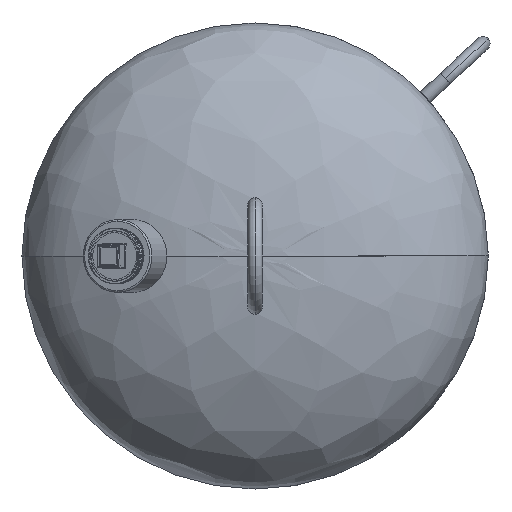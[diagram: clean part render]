
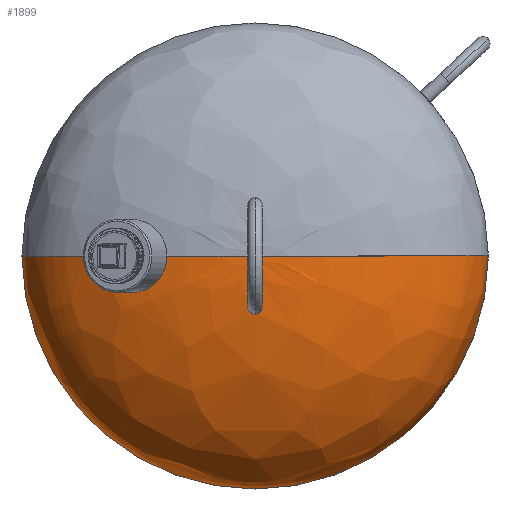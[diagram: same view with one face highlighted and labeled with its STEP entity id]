
A CAD part, left-side view. The second image highlights one B-rep face of the part: STEP entity #1899.
In plain terms, the highlighted free-form (B-spline) face has degree [3, 3] with [4, 4] control points.
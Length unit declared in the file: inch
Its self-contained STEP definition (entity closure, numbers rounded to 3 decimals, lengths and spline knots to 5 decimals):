
#460 = CARTESIAN_POINT ( 'NONE',  ( 0., 0., 0. ) ) ;
#611 = CARTESIAN_POINT ( 'NONE',  ( 4.08286, 8., 0. ) ) ;
#754 = EDGE_CURVE ( 'NONE', #15669, #6009, #13568, .T. ) ;
#817 = CARTESIAN_POINT ( 'NONE',  ( 4.08286, 8., -16. ) ) ;
#922 = CARTESIAN_POINT ( 'NONE',  ( 0., 0., 0. ) ) ;
#923 = CARTESIAN_POINT ( 'NONE',  ( 0., 0., 0. ) ) ;
#1899 = ADVANCED_FACE ( 'NONE', ( #16359 ), #7824, .T. ) ;
#2284 = CARTESIAN_POINT ( 'NONE',  ( 4.08286, 0., 0. ) ) ;
#3793 = CARTESIAN_POINT ( 'NONE',  ( 0., -4.68629, 0. ) ) ;
#3888 = CARTESIAN_POINT ( 'NONE',  ( 0., 0., 0. ) ) ;
#3921 = ORIENTED_EDGE ( 'NONE', *, *, #10369, .F. ) ;
#4154 = CARTESIAN_POINT ( 'NONE',  ( 0., 4.68629, 0. ) ) ;
#4256 = AXIS2_PLACEMENT_3D ( 'NONE', #2284, #8586, #5624 ) ;
#4616 =( BOUNDED_CURVE ( )  B_SPLINE_CURVE ( 3, ( #18178, #17861, #4154, #18275 ),
 .UNSPECIFIED., .F., .T. ) 
 B_SPLINE_CURVE_WITH_KNOTS ( ( 4, 4 ),
 ( 3.14159, 4.71239 ),
 .UNSPECIFIED. ) 
 CURVE ( )  GEOMETRIC_REPRESENTATION_ITEM ( )  RATIONAL_B_SPLINE_CURVE ( ( 1., 0.805, 0.805, 1. ) ) 
 REPRESENTATION_ITEM ( '' )  );
#5205 = CARTESIAN_POINT ( 'NONE',  ( 0., -4.68629, 0. ) ) ;
#5299 = EDGE_LOOP ( 'NONE', ( #11836, #11062, #3921 ) ) ;
#5399 = CARTESIAN_POINT ( 'NONE',  ( 0., -4.68629, -9.37258 ) ) ;
#5624 = DIRECTION ( 'NONE',  ( 0., 1., 0. ) ) ;
#5864 = CIRCLE ( 'NONE', #4256, 8. ) ;
#6009 = VERTEX_POINT ( 'NONE', #460 ) ;
#7126 = CARTESIAN_POINT ( 'NONE',  ( 4.08286, -8., -16. ) ) ;
#7824 =( BOUNDED_SURFACE ( )  B_SPLINE_SURFACE ( 3, 3, ( 
 ( #18005, #7126, #817, #611 ),
 ( #17894, #19442, #8763, #13287 ),
 ( #3793, #5399, #10295, #12979 ),
 ( #9992, #922, #16254, #3888 ) ),
 .UNSPECIFIED., .F., .F., .T. ) 
 B_SPLINE_SURFACE_WITH_KNOTS ( ( 4, 4 ),
 ( 4, 4 ),
 ( 0., 1. ),
 ( 0., 1. ),
 .UNSPECIFIED. ) 
 GEOMETRIC_REPRESENTATION_ITEM ( )  RATIONAL_B_SPLINE_SURFACE ( (
 ( 1., 0.333, 0.333, 1.),
 ( 0.805, 0.268, 0.268, 0.805),
 ( 0.805, 0.268, 0.268, 0.805),
 ( 1., 0.333, 0.333, 1.) ) ) 
 REPRESENTATION_ITEM ( '' )  SURFACE ( )  );
#8586 = DIRECTION ( 'NONE',  ( 1., 0., 0. ) ) ;
#8763 = CARTESIAN_POINT ( 'NONE',  ( 1.69117, 8., -16. ) ) ;
#9992 = CARTESIAN_POINT ( 'NONE',  ( 0., 0., 0. ) ) ;
#10134 = CARTESIAN_POINT ( 'NONE',  ( 4.08286, 8., 0. ) ) ;
#10295 = CARTESIAN_POINT ( 'NONE',  ( 0., 4.68629, -9.37258 ) ) ;
#10369 = EDGE_CURVE ( 'NONE', #19057, #6009, #4616, .T. ) ;
#11062 = ORIENTED_EDGE ( 'NONE', *, *, #754, .T. ) ;
#11640 = CARTESIAN_POINT ( 'NONE',  ( 4.08286, -8., 0. ) ) ;
#11836 = ORIENTED_EDGE ( 'NONE', *, *, #13413, .F. ) ;
#12979 = CARTESIAN_POINT ( 'NONE',  ( 0., 4.68629, 0. ) ) ;
#13287 = CARTESIAN_POINT ( 'NONE',  ( 1.69117, 8., 0. ) ) ;
#13413 = EDGE_CURVE ( 'NONE', #15669, #19057, #5864, .T. ) ;
#13568 =( BOUNDED_CURVE ( )  B_SPLINE_CURVE ( 3, ( #11640, #17895, #5205, #923 ),
 .UNSPECIFIED., .F., .T. ) 
 B_SPLINE_CURVE_WITH_KNOTS ( ( 4, 4 ),
 ( 3.14159, 4.71239 ),
 .UNSPECIFIED. ) 
 CURVE ( )  GEOMETRIC_REPRESENTATION_ITEM ( )  RATIONAL_B_SPLINE_CURVE ( ( 1., 0.805, 0.805, 1. ) ) 
 REPRESENTATION_ITEM ( '' )  );
#15669 = VERTEX_POINT ( 'NONE', #16664 ) ;
#16254 = CARTESIAN_POINT ( 'NONE',  ( 0., 0., 0. ) ) ;
#16359 = FACE_OUTER_BOUND ( 'NONE', #5299, .T. ) ;
#16664 = CARTESIAN_POINT ( 'NONE',  ( 4.08286, -8., 0. ) ) ;
#17861 = CARTESIAN_POINT ( 'NONE',  ( 1.69117, 8., 0. ) ) ;
#17894 = CARTESIAN_POINT ( 'NONE',  ( 1.69117, -8., 0. ) ) ;
#17895 = CARTESIAN_POINT ( 'NONE',  ( 1.69117, -8., 0. ) ) ;
#18005 = CARTESIAN_POINT ( 'NONE',  ( 4.08286, -8., 0. ) ) ;
#18178 = CARTESIAN_POINT ( 'NONE',  ( 4.08286, 8., 0. ) ) ;
#18275 = CARTESIAN_POINT ( 'NONE',  ( 0., 0., 0. ) ) ;
#19057 = VERTEX_POINT ( 'NONE', #10134 ) ;
#19442 = CARTESIAN_POINT ( 'NONE',  ( 1.69117, -8., -16. ) ) ;
